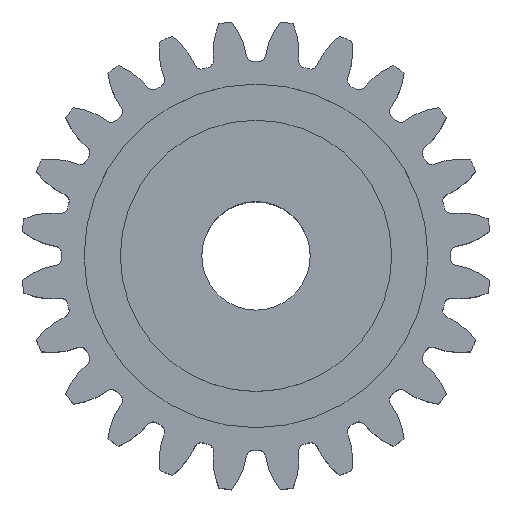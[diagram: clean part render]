
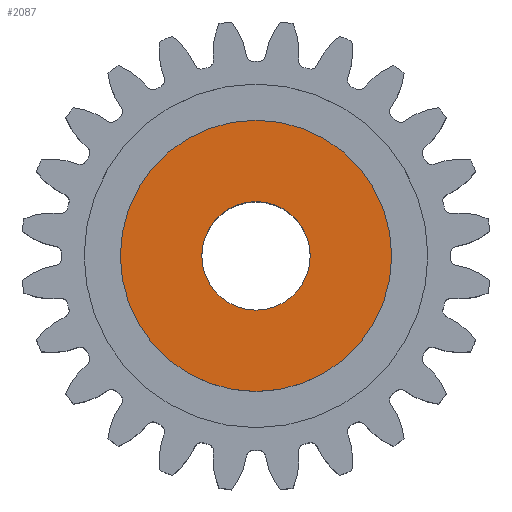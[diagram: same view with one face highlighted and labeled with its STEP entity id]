
A CAD part, top view. The second image highlights one B-rep face of the part: STEP entity #2087.
In plain terms, the highlighted planar face has unit normal (0, 0, 1).
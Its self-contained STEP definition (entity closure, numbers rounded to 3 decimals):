
#1357 = ORIENTED_EDGE ( 'NONE', *, *, #1421, .T. ) ;
#1358 = ORIENTED_EDGE ( 'NONE', *, *, #1383, .T. ) ;
#1383 = EDGE_CURVE ( 'NONE', #1422, #1424, #3718, .T. ) ;
#1384 = ORIENTED_EDGE ( 'NONE', *, *, #1537, .F. ) ;
#1421 = EDGE_CURVE ( 'NONE', #1424, #1422, #4383, .T. ) ;
#1422 = VERTEX_POINT ( 'NONE', #4260 ) ;
#1424 = VERTEX_POINT ( 'NONE', #4365 ) ;
#1485 = EDGE_LOOP ( 'NONE', ( #1358, #1357 ) ) ;
#1537 = EDGE_CURVE ( 'NONE', #1541, #1540, #4615, .T. ) ;
#1540 = VERTEX_POINT ( 'NONE', #4659 ) ;
#1541 = VERTEX_POINT ( 'NONE', #4663 ) ;
#1881 = EDGE_CURVE ( 'NONE', #1540, #1541, #5002, .T. ) ;
#2087 = ADVANCED_FACE ( 'NONE', ( #5522, #5536 ), #5524, .T. ) ;
#2093 = EDGE_LOOP ( 'NONE', ( #2178, #1384 ) ) ;
#2178 = ORIENTED_EDGE ( 'NONE', *, *, #1881, .F. ) ;
#3694 = AXIS2_PLACEMENT_3D ( 'NONE', #3725, #3724, #3723 ) ;
#3718 = CIRCLE ( 'NONE', #3694, 7.5 ) ;
#3723 = DIRECTION ( 'NONE',  ( 1., 0., 0. ) ) ;
#3724 = DIRECTION ( 'NONE',  ( 0., 0., 1. ) ) ;
#3725 = CARTESIAN_POINT ( 'NONE',  ( 0., 0., 9. ) ) ;
#4260 = CARTESIAN_POINT ( 'NONE',  ( -7.5, 0., 9. ) ) ;
#4261 = DIRECTION ( 'NONE',  ( 1., 0., 0. ) ) ;
#4262 = DIRECTION ( 'NONE',  ( 0., 0., 1. ) ) ;
#4263 = CARTESIAN_POINT ( 'NONE',  ( 0., 0., 9. ) ) ;
#4365 = CARTESIAN_POINT ( 'NONE',  ( 7.5, 0., 9. ) ) ;
#4370 = AXIS2_PLACEMENT_3D ( 'NONE', #4263, #4262, #4261 ) ;
#4383 = CIRCLE ( 'NONE', #4370, 7.5 ) ;
#4615 = CIRCLE ( 'NONE', #4665, 3. ) ;
#4656 = DIRECTION ( 'NONE',  ( 1., 0., 0. ) ) ;
#4657 = DIRECTION ( 'NONE',  ( 0., 0., 1. ) ) ;
#4659 = CARTESIAN_POINT ( 'NONE',  ( 3., 0., 9. ) ) ;
#4663 = CARTESIAN_POINT ( 'NONE',  ( -3., 0., 9. ) ) ;
#4665 = AXIS2_PLACEMENT_3D ( 'NONE', #4670, #4657, #4656 ) ;
#4670 = CARTESIAN_POINT ( 'NONE',  ( 0., 0., 9. ) ) ;
#4986 = DIRECTION ( 'NONE',  ( 1., 0., 0. ) ) ;
#4987 = DIRECTION ( 'NONE',  ( 0., 0., 1. ) ) ;
#4991 = CARTESIAN_POINT ( 'NONE',  ( 0., 0., 9. ) ) ;
#5002 = CIRCLE ( 'NONE', #5074, 3. ) ;
#5074 = AXIS2_PLACEMENT_3D ( 'NONE', #4991, #4987, #4986 ) ;
#5423 = DIRECTION ( 'NONE',  ( 1., 0., 0. ) ) ;
#5522 = FACE_BOUND ( 'NONE', #2093, .T. ) ;
#5523 = CARTESIAN_POINT ( 'NONE',  ( 0., 0., 9. ) ) ;
#5524 = PLANE ( 'NONE',  #5526 ) ;
#5526 = AXIS2_PLACEMENT_3D ( 'NONE', #5523, #5533, #5423 ) ;
#5533 = DIRECTION ( 'NONE',  ( 0., 0., 1. ) ) ;
#5536 = FACE_OUTER_BOUND ( 'NONE', #1485, .T. ) ;
